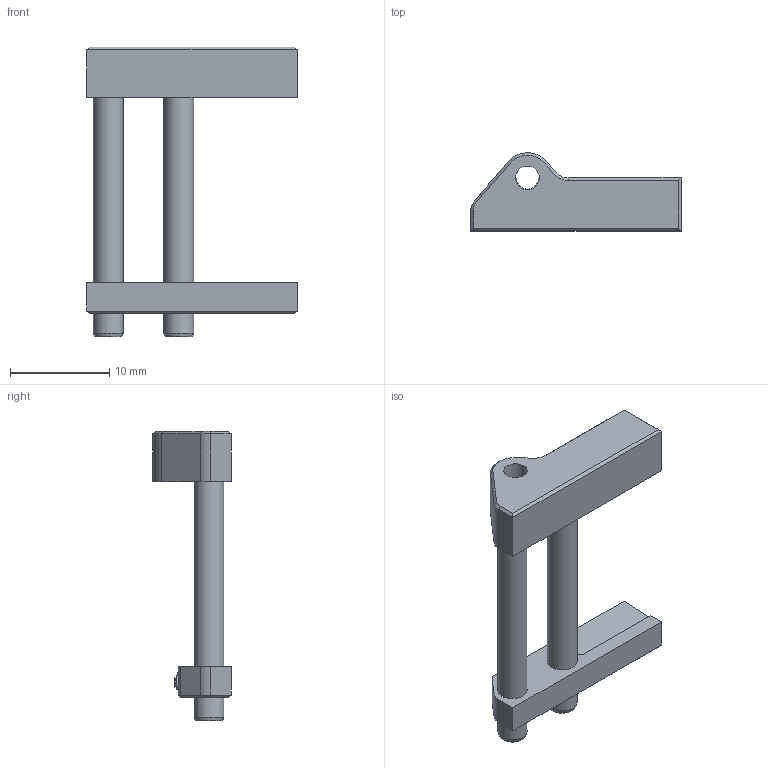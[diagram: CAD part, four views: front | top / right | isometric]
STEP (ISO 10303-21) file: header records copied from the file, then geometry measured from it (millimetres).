
FILE_DESCRIPTION(/* description */ (''),/* implementation_level */ '2;1');
FILE_NAME(/* name */ 'CH1A.step',/* time_stamp */ '2024-06-17T21:39:43-04:00',/* author */ (''),/* organization */ (''),/* preprocessor_version */ 'ST-DEVELOPER v20',/* originating_system */ 'Autodesk Translation Framework v12.20.1.177',/* authorisation */ '');
FILE_SCHEMA (('AUTOMOTIVE_DESIGN { 1 0 10303 214 3 1 1 }'));
Length unit declared in the file: inch
Products named in the file (1): CH1A
Bounding box: 21.21 x 7.87 x 29.21 mm (x, y, z)
Volume: 1165.2 mm3; surface area: 1781.7 mm2
Topology: 8 solids, 8 shells, 137 faces, 305 edges, 188 vertices
Faces by surface type: plane 87, cylinder 26, cone 24
Full cylindrical faces by diameter (mm): 1.13 x6, 1.422 x2, 1.632 x2, 2.388 x1, 2.997 x2, 3.01 x2, 3.023 x2, 3.975 x1
Entity records: 3989 total; most frequent: CARTESIAN_POINT 711, DIRECTION 645, ORIENTED_EDGE 598, EDGE_CURVE 299, LINE 217, VECTOR 217, AXIS2_PLACEMENT_3D 214, VERTEX_POINT 188
